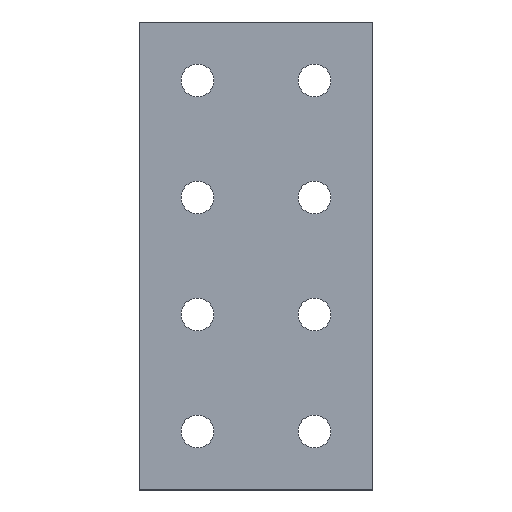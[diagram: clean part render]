
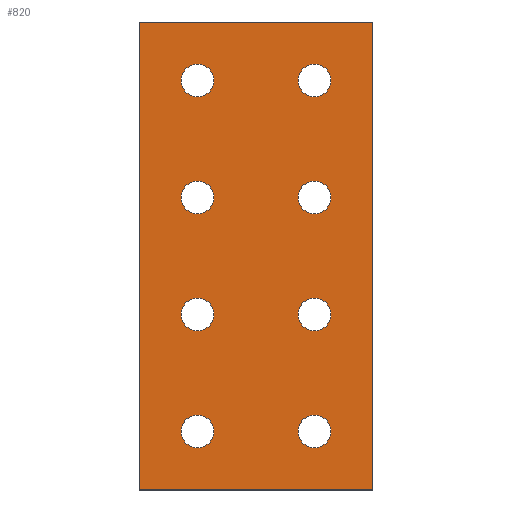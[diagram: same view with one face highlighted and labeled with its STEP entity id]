
A CAD part, top view. The second image highlights one B-rep face of the part: STEP entity #820.
In plain terms, the highlighted planar face has unit normal (0, 0, 1).
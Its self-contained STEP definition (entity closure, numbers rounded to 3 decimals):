
#130=CARTESIAN_POINT('',(0.141,0.0,0.188));
#131=VERTEX_POINT('',#130);
#140=CARTESIAN_POINT('',(-0.141,0.,0.188));
#141=VERTEX_POINT('',#140);
#142=CARTESIAN_POINT('',(0.0,0.0,0.188));
#143=DIRECTION('',(0.0,0.0,-1.0));
#144=DIRECTION('',(1.0,0.0,0.0));
#145=AXIS2_PLACEMENT_3D('',#142,#143,#144);
#146=CIRCLE('',#145,0.141);
#147=EDGE_CURVE('',#141,#131,#146,.T.);
#172=CARTESIAN_POINT('',(1.141,0.0,0.188));
#173=VERTEX_POINT('',#172);
#182=CARTESIAN_POINT('',(0.86,0.,0.188));
#183=VERTEX_POINT('',#182);
#184=CARTESIAN_POINT('',(1.0,0.0,0.188));
#185=DIRECTION('',(0.0,0.0,-1.0));
#186=DIRECTION('',(1.0,0.0,0.0));
#187=AXIS2_PLACEMENT_3D('',#184,#185,#186);
#188=CIRCLE('',#187,0.141);
#189=EDGE_CURVE('',#183,#173,#188,.T.);
#214=CARTESIAN_POINT('',(1.141,1.0,0.188));
#215=VERTEX_POINT('',#214);
#224=CARTESIAN_POINT('',(0.86,1.0,0.188));
#225=VERTEX_POINT('',#224);
#226=CARTESIAN_POINT('',(1.0,1.0,0.188));
#227=DIRECTION('',(0.0,0.0,-1.0));
#228=DIRECTION('',(1.0,0.0,0.0));
#229=AXIS2_PLACEMENT_3D('',#226,#227,#228);
#230=CIRCLE('',#229,0.141);
#231=EDGE_CURVE('',#225,#215,#230,.T.);
#256=CARTESIAN_POINT('',(0.141,1.0,0.188));
#257=VERTEX_POINT('',#256);
#266=CARTESIAN_POINT('',(-0.141,1.0,0.188));
#267=VERTEX_POINT('',#266);
#268=CARTESIAN_POINT('',(0.0,1.0,0.188));
#269=DIRECTION('',(0.0,0.0,-1.0));
#270=DIRECTION('',(1.0,0.0,0.0));
#271=AXIS2_PLACEMENT_3D('',#268,#269,#270);
#272=CIRCLE('',#271,0.141);
#273=EDGE_CURVE('',#267,#257,#272,.T.);
#298=CARTESIAN_POINT('',(0.141,2.0,0.188));
#299=VERTEX_POINT('',#298);
#308=CARTESIAN_POINT('',(-0.141,2.0,0.188));
#309=VERTEX_POINT('',#308);
#310=CARTESIAN_POINT('',(0.0,2.0,0.188));
#311=DIRECTION('',(0.0,0.0,-1.0));
#312=DIRECTION('',(1.0,0.0,0.0));
#313=AXIS2_PLACEMENT_3D('',#310,#311,#312);
#314=CIRCLE('',#313,0.141);
#315=EDGE_CURVE('',#309,#299,#314,.T.);
#340=CARTESIAN_POINT('',(1.141,2.0,0.188));
#341=VERTEX_POINT('',#340);
#350=CARTESIAN_POINT('',(0.86,2.0,0.188));
#351=VERTEX_POINT('',#350);
#352=CARTESIAN_POINT('',(1.0,2.0,0.188));
#353=DIRECTION('',(0.0,0.0,-1.0));
#354=DIRECTION('',(1.0,0.0,0.0));
#355=AXIS2_PLACEMENT_3D('',#352,#353,#354);
#356=CIRCLE('',#355,0.141);
#357=EDGE_CURVE('',#351,#341,#356,.T.);
#382=CARTESIAN_POINT('',(1.141,3.0,0.188));
#383=VERTEX_POINT('',#382);
#392=CARTESIAN_POINT('',(0.86,3.0,0.188));
#393=VERTEX_POINT('',#392);
#394=CARTESIAN_POINT('',(1.0,3.0,0.188));
#395=DIRECTION('',(0.0,0.0,-1.0));
#396=DIRECTION('',(1.0,0.0,0.0));
#397=AXIS2_PLACEMENT_3D('',#394,#395,#396);
#398=CIRCLE('',#397,0.141);
#399=EDGE_CURVE('',#393,#383,#398,.T.);
#424=CARTESIAN_POINT('',(0.141,3.0,0.188));
#425=VERTEX_POINT('',#424);
#434=CARTESIAN_POINT('',(-0.141,3.0,0.188));
#435=VERTEX_POINT('',#434);
#436=CARTESIAN_POINT('',(0.0,3.0,0.188));
#437=DIRECTION('',(0.0,0.0,-1.0));
#438=DIRECTION('',(1.0,0.0,0.0));
#439=AXIS2_PLACEMENT_3D('',#436,#437,#438);
#440=CIRCLE('',#439,0.141);
#441=EDGE_CURVE('',#435,#425,#440,.T.);
#475=CARTESIAN_POINT('',(0.0,3.0,0.188));
#476=DIRECTION('',(0.0,0.0,-1.0));
#477=DIRECTION('',(1.0,0.0,0.0));
#478=AXIS2_PLACEMENT_3D('',#475,#476,#477);
#479=CIRCLE('',#478,0.141);
#480=EDGE_CURVE('',#425,#435,#479,.T.);
#499=CARTESIAN_POINT('',(1.0,3.0,0.188));
#500=DIRECTION('',(0.0,0.0,-1.0));
#501=DIRECTION('',(1.0,0.0,0.0));
#502=AXIS2_PLACEMENT_3D('',#499,#500,#501);
#503=CIRCLE('',#502,0.141);
#504=EDGE_CURVE('',#383,#393,#503,.T.);
#523=CARTESIAN_POINT('',(1.0,2.0,0.188));
#524=DIRECTION('',(0.0,0.0,-1.0));
#525=DIRECTION('',(1.0,0.0,0.0));
#526=AXIS2_PLACEMENT_3D('',#523,#524,#525);
#527=CIRCLE('',#526,0.141);
#528=EDGE_CURVE('',#341,#351,#527,.T.);
#547=CARTESIAN_POINT('',(0.0,2.0,0.188));
#548=DIRECTION('',(0.0,0.0,-1.0));
#549=DIRECTION('',(1.0,0.0,0.0));
#550=AXIS2_PLACEMENT_3D('',#547,#548,#549);
#551=CIRCLE('',#550,0.141);
#552=EDGE_CURVE('',#299,#309,#551,.T.);
#571=CARTESIAN_POINT('',(0.0,1.0,0.188));
#572=DIRECTION('',(0.0,0.0,-1.0));
#573=DIRECTION('',(1.0,0.0,0.0));
#574=AXIS2_PLACEMENT_3D('',#571,#572,#573);
#575=CIRCLE('',#574,0.141);
#576=EDGE_CURVE('',#257,#267,#575,.T.);
#595=CARTESIAN_POINT('',(1.0,1.0,0.188));
#596=DIRECTION('',(0.0,0.0,-1.0));
#597=DIRECTION('',(1.0,0.0,0.0));
#598=AXIS2_PLACEMENT_3D('',#595,#596,#597);
#599=CIRCLE('',#598,0.141);
#600=EDGE_CURVE('',#215,#225,#599,.T.);
#619=CARTESIAN_POINT('',(1.0,0.0,0.188));
#620=DIRECTION('',(0.0,0.0,-1.0));
#621=DIRECTION('',(1.0,0.0,0.0));
#622=AXIS2_PLACEMENT_3D('',#619,#620,#621);
#623=CIRCLE('',#622,0.141);
#624=EDGE_CURVE('',#173,#183,#623,.T.);
#643=CARTESIAN_POINT('',(0.0,0.0,0.188));
#644=DIRECTION('',(0.0,0.0,-1.0));
#645=DIRECTION('',(1.0,0.0,0.0));
#646=AXIS2_PLACEMENT_3D('',#643,#644,#645);
#647=CIRCLE('',#646,0.141);
#648=EDGE_CURVE('',#131,#141,#647,.T.);
#658=CARTESIAN_POINT('',(1.5,3.5,0.188));
#659=VERTEX_POINT('',#658);
#660=CARTESIAN_POINT('',(1.5,-0.5,0.188));
#661=VERTEX_POINT('',#660);
#662=CARTESIAN_POINT('',(1.5,3.5,0.188));
#663=DIRECTION('',(0.0,-1.0,0.0));
#664=VECTOR('',#663,4.0);
#665=LINE('',#662,#664);
#666=EDGE_CURVE('',#659,#661,#665,.T.);
#698=CARTESIAN_POINT('',(-0.5,-0.5,0.188));
#699=VERTEX_POINT('',#698);
#700=CARTESIAN_POINT('',(1.5,-0.5,0.188));
#701=DIRECTION('',(-1.0,0.0,0.0));
#702=VECTOR('',#701,2.0);
#703=LINE('',#700,#702);
#704=EDGE_CURVE('',#661,#699,#703,.T.);
#729=CARTESIAN_POINT('',(-0.5,3.5,0.188));
#730=VERTEX_POINT('',#729);
#731=CARTESIAN_POINT('',(-0.5,-0.5,0.188));
#732=DIRECTION('',(0.0,1.0,0.0));
#733=VECTOR('',#732,4.0);
#734=LINE('',#731,#733);
#735=EDGE_CURVE('',#699,#730,#734,.T.);
#760=CARTESIAN_POINT('',(-0.5,3.5,0.188));
#761=DIRECTION('',(1.0,0.0,0.0));
#762=VECTOR('',#761,2.0);
#763=LINE('',#760,#762);
#764=EDGE_CURVE('',#730,#659,#763,.T.);
#777=CARTESIAN_POINT('',(1.5,3.5,0.188));
#778=DIRECTION('',(0.0,0.0,-1.0));
#779=DIRECTION('',(-1.0,0.0,0.0));
#780=AXIS2_PLACEMENT_3D('',#777,#778,#779);
#781=PLANE('',#780);
#782=ORIENTED_EDGE('',*,*,#666,.F.);
#783=ORIENTED_EDGE('',*,*,#764,.F.);
#784=ORIENTED_EDGE('',*,*,#735,.F.);
#785=ORIENTED_EDGE('',*,*,#704,.F.);
#786=EDGE_LOOP('',(#782,#783,#784,#785));
#787=FACE_OUTER_BOUND('',#786,.T.);
#788=ORIENTED_EDGE('',*,*,#480,.T.);
#789=ORIENTED_EDGE('',*,*,#441,.T.);
#790=EDGE_LOOP('',(#788,#789));
#791=FACE_BOUND('',#790,.T.);
#792=ORIENTED_EDGE('',*,*,#504,.T.);
#793=ORIENTED_EDGE('',*,*,#399,.T.);
#794=EDGE_LOOP('',(#792,#793));
#795=FACE_BOUND('',#794,.T.);
#796=ORIENTED_EDGE('',*,*,#528,.T.);
#797=ORIENTED_EDGE('',*,*,#357,.T.);
#798=EDGE_LOOP('',(#796,#797));
#799=FACE_BOUND('',#798,.T.);
#800=ORIENTED_EDGE('',*,*,#552,.T.);
#801=ORIENTED_EDGE('',*,*,#315,.T.);
#802=EDGE_LOOP('',(#800,#801));
#803=FACE_BOUND('',#802,.T.);
#804=ORIENTED_EDGE('',*,*,#576,.T.);
#805=ORIENTED_EDGE('',*,*,#273,.T.);
#806=EDGE_LOOP('',(#804,#805));
#807=FACE_BOUND('',#806,.T.);
#808=ORIENTED_EDGE('',*,*,#600,.T.);
#809=ORIENTED_EDGE('',*,*,#231,.T.);
#810=EDGE_LOOP('',(#808,#809));
#811=FACE_BOUND('',#810,.T.);
#812=ORIENTED_EDGE('',*,*,#624,.T.);
#813=ORIENTED_EDGE('',*,*,#189,.T.);
#814=EDGE_LOOP('',(#812,#813));
#815=FACE_BOUND('',#814,.T.);
#816=ORIENTED_EDGE('',*,*,#648,.T.);
#817=ORIENTED_EDGE('',*,*,#147,.T.);
#818=EDGE_LOOP('',(#816,#817));
#819=FACE_BOUND('',#818,.T.);
#820=ADVANCED_FACE('',(#787,#791,#795,#799,#803,#807,#811,#815,#819),#781,.F.);
